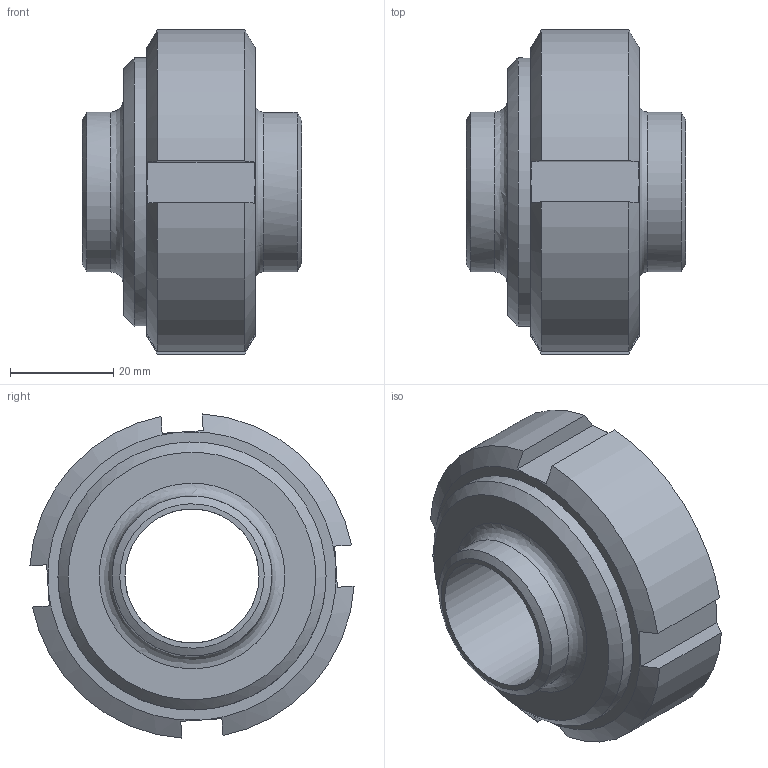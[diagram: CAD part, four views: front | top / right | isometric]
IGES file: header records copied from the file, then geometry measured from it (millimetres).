
Global section: file name: 20123025000; native system: Autodesk Inventor 2015; preprocessor: unknown; author: Struska Martin; date: 20160304.084549; units: centimetre
Bounding box: 42.5 x 62.88 x 62.88 mm (x, y, z)
Volume: 54838.5 mm3; surface area: 20664.5 mm2
Topology: 1 solids, 2 shells, 57 faces, 148 edges, 103 vertices
Faces by surface type: bspline 57
